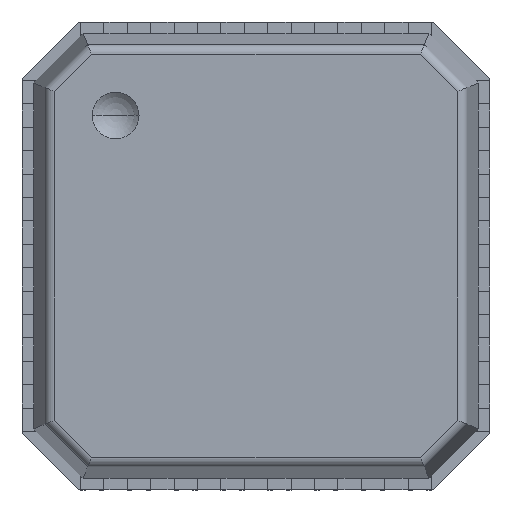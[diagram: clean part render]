
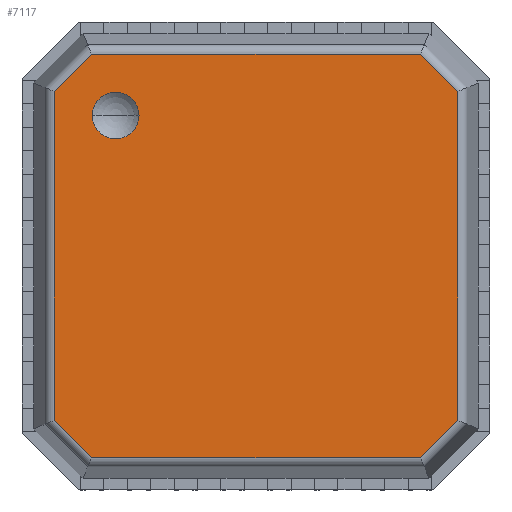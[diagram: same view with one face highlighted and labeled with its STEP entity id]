
A CAD part, top view. The second image highlights one B-rep face of the part: STEP entity #7117.
In plain terms, the highlighted face is planar.
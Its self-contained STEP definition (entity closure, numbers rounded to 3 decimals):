
#3075=DIRECTION('',(0.707,0.,0.707));
#3076=VECTOR('',#3075,0.563);
#3077=CARTESIAN_POINT('',(-2.156,0.8,1.757));
#3078=LINE('',#3077,#3076);
#3101=CARTESIAN_POINT('',(-1.5,0.8,-1.5));
#3102=DIRECTION('',(0.,-1.,0.));
#3103=DIRECTION('',(-1.,0.,0.));
#3104=AXIS2_PLACEMENT_3D('',#3101,#3102,#3103);
#3109=CARTESIAN_POINT('',(-1.5,0.8,-1.5));
#3110=DIRECTION('',(0.,-1.,0.));
#3111=DIRECTION('',(1.,0.,0.));
#3112=AXIS2_PLACEMENT_3D('',#3109,#3110,#3111);
#3133=DIRECTION('',(-1.,0.,0.));
#3134=VECTOR('',#3133,3.515);
#3135=CARTESIAN_POINT('',(1.757,0.8,-2.156));
#3136=LINE('',#3135,#3134);
#3171=DIRECTION('',(-0.707,0.,0.707));
#3172=VECTOR('',#3171,0.563);
#3173=CARTESIAN_POINT('',(-1.757,0.8,-2.156));
#3174=LINE('',#3173,#3172);
#3185=DIRECTION('',(0.,0.,1.));
#3186=VECTOR('',#3185,3.515);
#3187=CARTESIAN_POINT('',(-2.156,0.8,-1.757));
#3188=LINE('',#3187,#3186);
#3211=DIRECTION('',(-0.707,0.,-0.707));
#3212=VECTOR('',#3211,0.563);
#3213=CARTESIAN_POINT('',(2.156,0.8,-1.757));
#3214=LINE('',#3213,#3212);
#3436=DIRECTION('',(0.707,0.,-0.707));
#3437=VECTOR('',#3436,0.563);
#3438=CARTESIAN_POINT('',(1.757,0.8,2.156));
#3439=LINE('',#3438,#3437);
#3462=DIRECTION('',(0.,0.,-1.));
#3463=VECTOR('',#3462,3.515);
#3464=CARTESIAN_POINT('',(2.156,0.8,1.757));
#3465=LINE('',#3464,#3463);
#3488=DIRECTION('',(1.,0.,0.));
#3489=VECTOR('',#3488,3.515);
#3490=CARTESIAN_POINT('',(-1.757,0.8,2.156));
#3491=LINE('',#3490,#3489);
#4452=CARTESIAN_POINT('',(1.757,0.8,-2.156));
#4453=CARTESIAN_POINT('',(-1.757,0.8,-2.156));
#4454=VERTEX_POINT('',#4452);
#4455=VERTEX_POINT('',#4453);
#4460=CARTESIAN_POINT('',(-2.156,0.8,-1.757));
#4461=VERTEX_POINT('',#4460);
#4464=CARTESIAN_POINT('',(-2.156,0.8,1.757));
#4465=VERTEX_POINT('',#4464);
#4468=CARTESIAN_POINT('',(-1.757,0.8,2.156));
#4469=VERTEX_POINT('',#4468);
#4472=CARTESIAN_POINT('',(1.757,0.8,2.156));
#4473=VERTEX_POINT('',#4472);
#4476=CARTESIAN_POINT('',(2.156,0.8,1.757));
#4477=VERTEX_POINT('',#4476);
#4480=CARTESIAN_POINT('',(2.156,0.8,-1.757));
#4481=VERTEX_POINT('',#4480);
#4484=CARTESIAN_POINT('',(-1.75,0.8,-1.5));
#4485=CARTESIAN_POINT('',(-1.25,0.8,-1.5));
#4486=VERTEX_POINT('',#4484);
#4487=VERTEX_POINT('',#4485);
#7089=CARTESIAN_POINT('',(0.,0.8,0.));
#7090=DIRECTION('',(0.,1.,0.));
#7091=DIRECTION('',(1.,0.,0.));
#7092=AXIS2_PLACEMENT_3D('',#7089,#7090,#7091);
#7093=PLANE('',#7092);
#7095=ORIENTED_EDGE('',*,*,#7094,.F.);
#7097=ORIENTED_EDGE('',*,*,#7096,.F.);
#7099=ORIENTED_EDGE('',*,*,#7098,.F.);
#7101=ORIENTED_EDGE('',*,*,#7100,.F.);
#7103=ORIENTED_EDGE('',*,*,#7102,.F.);
#7104=ORIENTED_EDGE('',*,*,#7079,.F.);
#7106=ORIENTED_EDGE('',*,*,#7105,.F.);
#7108=ORIENTED_EDGE('',*,*,#7107,.F.);
#7109=EDGE_LOOP('',(#7095,#7097,#7099,#7101,#7103,#7104,#7106,#7108));
#7110=FACE_OUTER_BOUND('',#7109,.F.);
#7112=ORIENTED_EDGE('',*,*,#7111,.F.);
#7114=ORIENTED_EDGE('',*,*,#7113,.F.);
#7115=EDGE_LOOP('',(#7112,#7114));
#7116=FACE_BOUND('',#7115,.F.);
#3105=CIRCLE('',#3104,0.25);
#3113=CIRCLE('',#3112,0.25);
#7079=EDGE_CURVE('',#4465,#4469,#3078,.T.);
#7094=EDGE_CURVE('',#4454,#4455,#3136,.T.);
#7096=EDGE_CURVE('',#4481,#4454,#3214,.T.);
#7098=EDGE_CURVE('',#4477,#4481,#3465,.T.);
#7100=EDGE_CURVE('',#4473,#4477,#3439,.T.);
#7102=EDGE_CURVE('',#4469,#4473,#3491,.T.);
#7105=EDGE_CURVE('',#4461,#4465,#3188,.T.);
#7107=EDGE_CURVE('',#4455,#4461,#3174,.T.);
#7111=EDGE_CURVE('',#4486,#4487,#3105,.T.);
#7113=EDGE_CURVE('',#4487,#4486,#3113,.T.);
#7117=ADVANCED_FACE('',(#7110,#7116),#7093,.T.);
